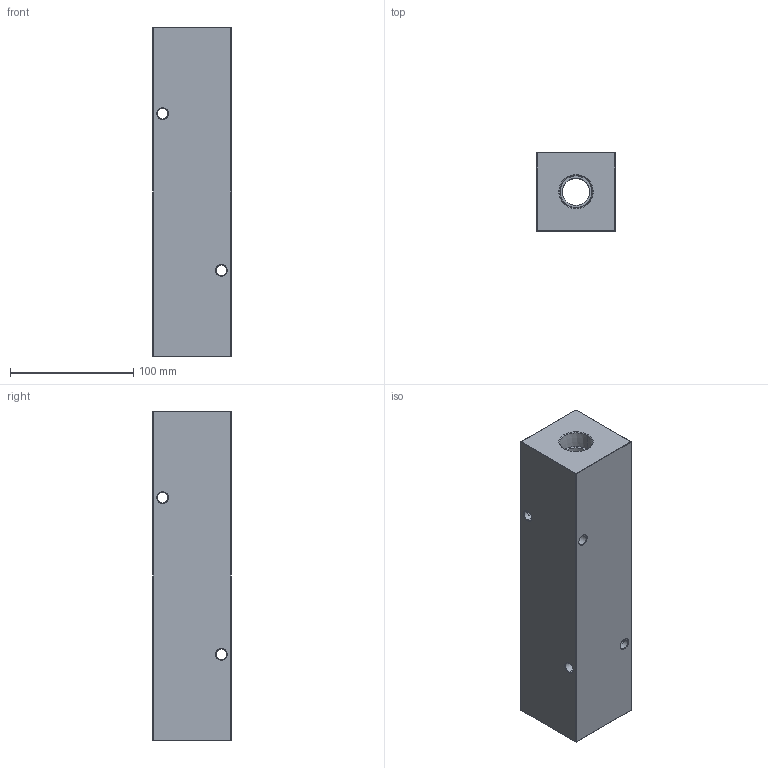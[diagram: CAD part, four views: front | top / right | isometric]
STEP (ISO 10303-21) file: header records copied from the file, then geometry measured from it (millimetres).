
FILE_DESCRIPTION (( 'STEP AP203' ), '1' );
FILE_NAME ('HM-4-90-P-12-12.STEP', '2020-10-30T16:32:29', ( '' ), ( '' ), 'SwSTEP 2.0', 'SolidWorks 2019', '' );
FILE_SCHEMA (( 'CONFIG_CONTROL_DESIGN' ));
Length unit declared in the file: inch
Products named in the file (1): HM-4-90-P-12-12
Bounding box: 63.5 x 63.5 x 266.7 mm (x, y, z)
Volume: 867769.8 mm3; surface area: 109413 mm2
Topology: 1 solids, 1 shells, 544 faces, 1427 edges, 930 vertices
Faces by surface type: plane 286, bspline 180, cone 40, cylinder 38
Entity records: 25870 total; most frequent: CARTESIAN_POINT 13562, ORIENTED_EDGE 2854, DIRECTION 1893, EDGE_CURVE 1427, VERTEX_POINT 930, LINE 891, VECTOR 891, EDGE_LOOP 619
